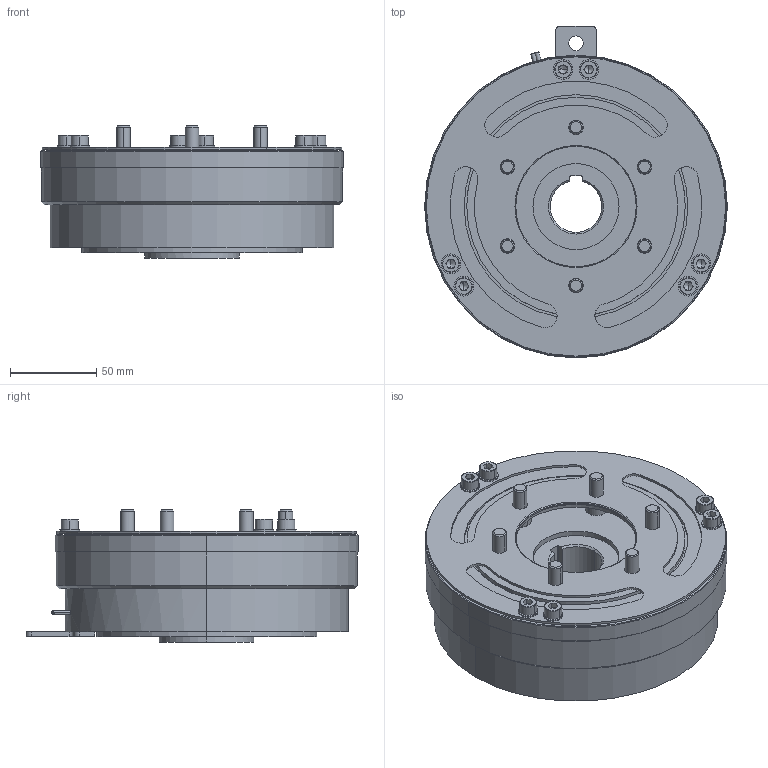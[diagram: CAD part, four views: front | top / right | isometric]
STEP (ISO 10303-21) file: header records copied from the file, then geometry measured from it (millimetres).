
FILE_DESCRIPTION (( 'STEP AP203' ), '1' );
FILE_NAME ('MMC 10E_23369000.STEP', '2016-06-24T06:32:43', ( ' ' ), ( '' ), 'SwSTEP 2.0', 'SolidWorks 2009', '' );
FILE_SCHEMA (( 'CONFIG_CONTROL_DESIGN' ));
Length unit declared in the file: millimetre
Products named in the file (1): MMC 10E_23369000
Bounding box: 176 x 193 x 76.8 mm (x, y, z)
Volume: 1221573.3 mm3; surface area: 131772.6 mm2
Topology: 1 solids, 7 shells, 529 faces, 1226 edges, 738 vertices
Faces by surface type: plane 229, cylinder 188, cone 60, torus 52
Entity records: 15011 total; most frequent: DIRECTION 2848, CARTESIAN_POINT 2546, ORIENTED_EDGE 2396, EDGE_CURVE 1198, AXIS2_PLACEMENT_3D 1128, VERTEX_POINT 738, EDGE_LOOP 608, CIRCLE 598
